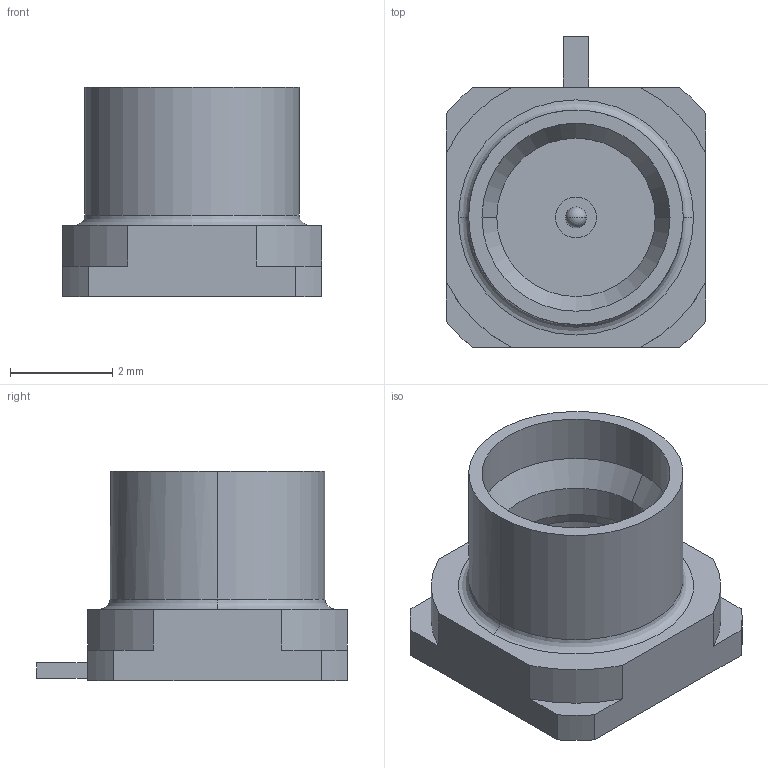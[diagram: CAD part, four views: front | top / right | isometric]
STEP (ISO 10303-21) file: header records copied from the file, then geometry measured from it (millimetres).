
FILE_DESCRIPTION((''),'2;1');
FILE_NAME('MOLEX_85305-0232.stp','2016-08-10T09:59:40',(''),(''),'Mechanical Desktop 2011','Mechanical Desktop 2011',', , ');
FILE_SCHEMA(('AUTOMOTIVE_DESIGN { 1 2 10303 214 1 1 1 1 }'));
Length unit declared in the file: millimetre
Products named in the file (1): Product
Bounding box: 5.08 x 6.08 x 4.1 mm (x, y, z)
Volume: 45.3 mm3; surface area: 204.4 mm2
Topology: 5 solids, 5 shells, 70 faces, 165 edges, 106 vertices
Faces by surface type: plane 34, cylinder 25, bspline 5, cone 4, sphere 2
Entity records: 2132 total; most frequent: CARTESIAN_POINT 437, DIRECTION 356, ORIENTED_EDGE 326, EDGE_CURVE 163, AXIS2_PLACEMENT_3D 127, VERTEX_POINT 106, VECTOR 102, LINE 102
